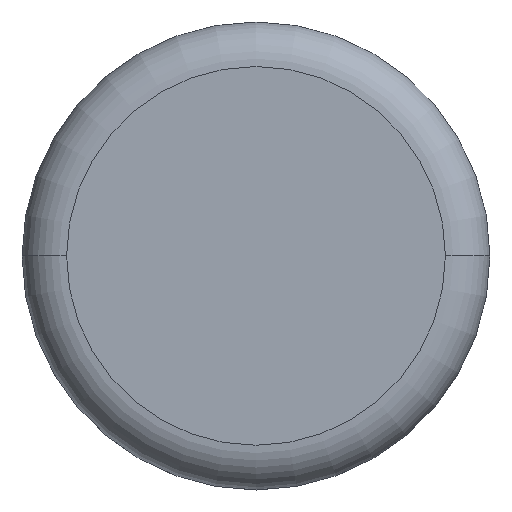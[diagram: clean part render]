
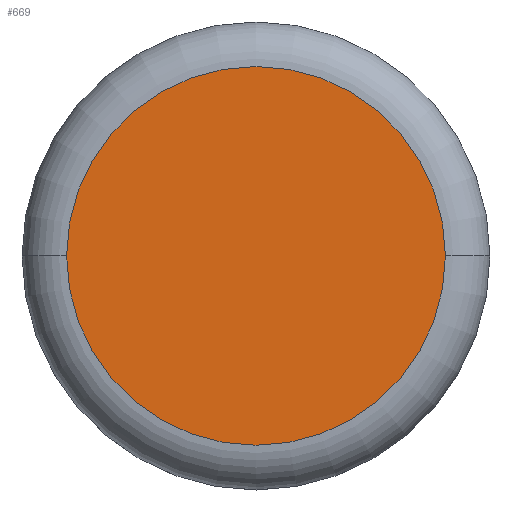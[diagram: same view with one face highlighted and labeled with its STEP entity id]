
A CAD part, top view. The second image highlights one B-rep face of the part: STEP entity #669.
In plain terms, the highlighted planar face has unit normal (0, 0, 1).
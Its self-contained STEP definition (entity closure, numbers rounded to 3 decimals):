
#321=EDGE_CURVE('',#501,#559,#843,.T.);
#501=VERTEX_POINT('',#1037);
#559=VERTEX_POINT('',#1103);
#567=EDGE_CURVE('',#559,#501,#1112,.T.);
#669=ADVANCED_FACE('',(#1228),#1229,.T.);
#843=CIRCLE('',#1444,8.5);
#1037=CARTESIAN_POINT('',(8.5,0.,29.0));
#1103=CARTESIAN_POINT('',(-8.5,0.,29.0));
#1112=CIRCLE('',#1817,8.5);
#1228=FACE_OUTER_BOUND('',#2016,.T.);
#1229=PLANE('',#2017);
#1444=AXIS2_PLACEMENT_3D('',#2243,#2244,#2245);
#1817=AXIS2_PLACEMENT_3D('',#2554,#2555,#2556);
#2016=EDGE_LOOP('',(#2714,#2715));
#2017=AXIS2_PLACEMENT_3D('',#2716,#2717,#2718);
#2243=CARTESIAN_POINT('',(0.,0.,29.0));
#2244=DIRECTION('',(-0.0,0.0,-1.0));
#2245=DIRECTION('',(-1.0,0.0,0.0));
#2554=CARTESIAN_POINT('',(0.,0.,29.0));
#2555=DIRECTION('',(-0.0,0.0,-1.0));
#2556=DIRECTION('',(-1.0,0.0,0.0));
#2714=ORIENTED_EDGE('',*,*,#321,.F.);
#2715=ORIENTED_EDGE('',*,*,#567,.F.);
#2716=CARTESIAN_POINT('',(4.5,0.,29.0));
#2717=DIRECTION('',(0.0,0.0,1.0));
#2718=DIRECTION('',(1.0,0.,0.0));
